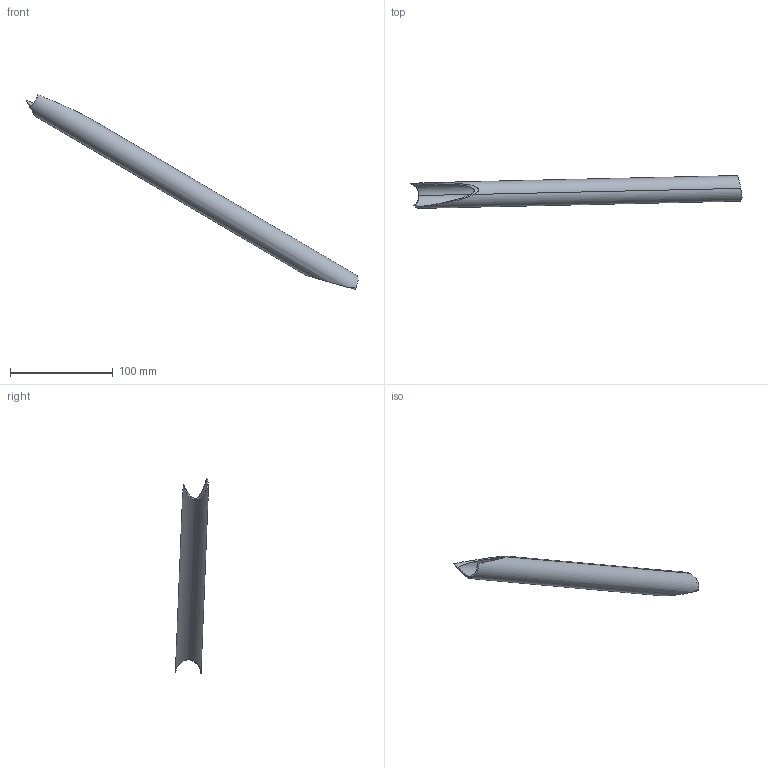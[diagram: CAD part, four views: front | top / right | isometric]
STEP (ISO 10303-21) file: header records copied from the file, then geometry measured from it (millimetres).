
FILE_DESCRIPTION(('STEP AP214'),'1');
FILE_NAME('37.stp','2018-02-08T16:11:53',(' '),(' '),'Spatial InterOp 3D',' ',' ');
FILE_SCHEMA(('automotive_design'));
Length unit declared in the file: metre
Products named in the file (1): Corps1
Bounding box: 323.82 x 32.34 x 190.27 mm (x, y, z)
Volume: 36037.4 mm3; surface area: 48784.7 mm2
Topology: 1 solids, 1 shells, 13 faces, 46 edges, 33 vertices
Faces by surface type: cylinder 10, extrusion 3
Entity records: 1134 total; most frequent: CARTESIAN_POINT 642, ORIENTED_EDGE 92, DIRECTION 54, EDGE_CURVE 46, VERTEX_POINT 33, B_SPLINE_CURVE_WITH_KNOTS 30, AXIS2_PLACEMENT_3D 21, STYLED_ITEM 14
